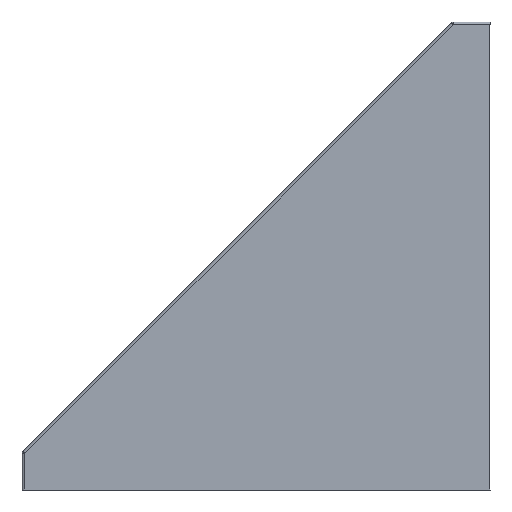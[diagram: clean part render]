
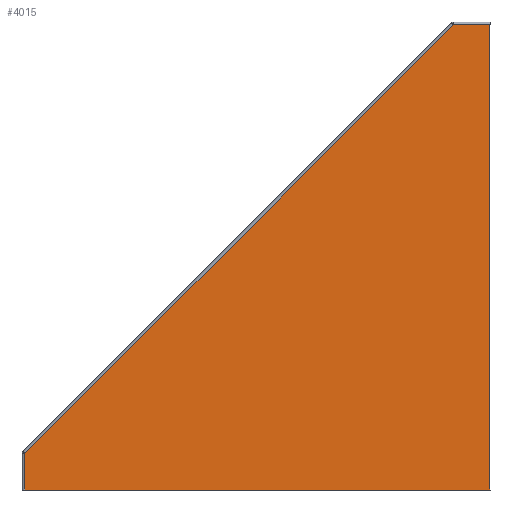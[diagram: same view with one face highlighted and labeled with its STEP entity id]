
A CAD part, left-side view. The second image highlights one B-rep face of the part: STEP entity #4015.
In plain terms, the highlighted planar face has unit normal (-1, 0, 0).
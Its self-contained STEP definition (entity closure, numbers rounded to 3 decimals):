
#33=PLANE('',#4339);
#161=LINE('',#6490,#420);
#164=LINE('',#6497,#423);
#167=LINE('',#6508,#426);
#174=LINE('',#6658,#433);
#179=LINE('',#6673,#438);
#420=VECTOR('',#4965,10.);
#423=VECTOR('',#4972,10.);
#426=VECTOR('',#4983,10.);
#433=VECTOR('',#5010,10.);
#438=VECTOR('',#5023,10.);
#822=FACE_OUTER_BOUND('',#1114,.T.);
#1114=EDGE_LOOP('',(#2777,#2778,#2779,#2780,#2781));
#1755=VERTEX_POINT('',#6477);
#1759=VERTEX_POINT('',#6486);
#1760=VERTEX_POINT('',#6493);
#1765=VERTEX_POINT('',#6506);
#1778=VERTEX_POINT('',#6657);
#2101=EDGE_CURVE('',#1755,#1759,#161,.T.);
#2105=EDGE_CURVE('',#1759,#1760,#164,.T.);
#2110=EDGE_CURVE('',#1765,#1755,#167,.T.);
#2131=EDGE_CURVE('',#1778,#1760,#174,.T.);
#2139=EDGE_CURVE('',#1765,#1778,#179,.T.);
#2777=ORIENTED_EDGE('',*,*,#2105,.F.);
#2778=ORIENTED_EDGE('',*,*,#2101,.F.);
#2779=ORIENTED_EDGE('',*,*,#2110,.F.);
#2780=ORIENTED_EDGE('',*,*,#2139,.T.);
#2781=ORIENTED_EDGE('',*,*,#2131,.T.);
#4015=ADVANCED_FACE('',(#822),#33,.T.);
#4339=AXIS2_PLACEMENT_3D('',#6672,#5021,#5022);
#4965=DIRECTION('',(0.,-0.707,0.707));
#4972=DIRECTION('',(0.,-1.,0.));
#4983=DIRECTION('',(0.,0.,1.));
#5010=DIRECTION('',(0.,0.,1.));
#5021=DIRECTION('center_axis',(-1.,0.,0.));
#5022=DIRECTION('ref_axis',(0.,0.,1.));
#5023=DIRECTION('',(0.,-1.,0.));
#6477=CARTESIAN_POINT('',(0.,86.5,6.793));
#6486=CARTESIAN_POINT('',(0.,6.793,86.5));
#6490=CARTESIAN_POINT('',(0.,26.646,66.646));
#6493=CARTESIAN_POINT('',(0.,0.,86.5));
#6497=CARTESIAN_POINT('',(0.,1.75,86.5));
#6506=CARTESIAN_POINT('',(0.,86.5,0.));
#6508=CARTESIAN_POINT('',(0.,86.5,0.));
#6657=CARTESIAN_POINT('',(0.,0.,0.));
#6658=CARTESIAN_POINT('',(0.,0.,0.));
#6672=CARTESIAN_POINT('Origin',(0.,0.,0.));
#6673=CARTESIAN_POINT('',(0.,87.,0.));
